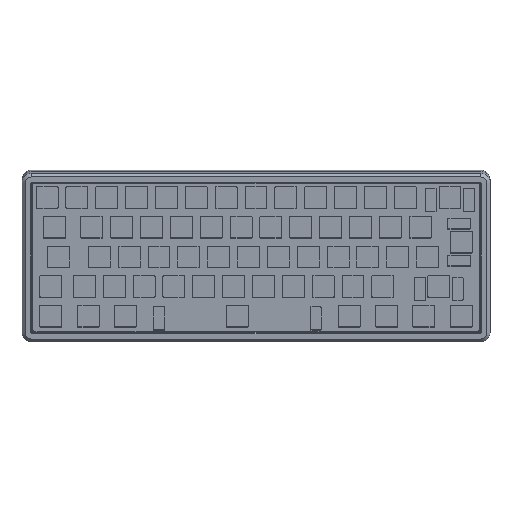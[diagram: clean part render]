
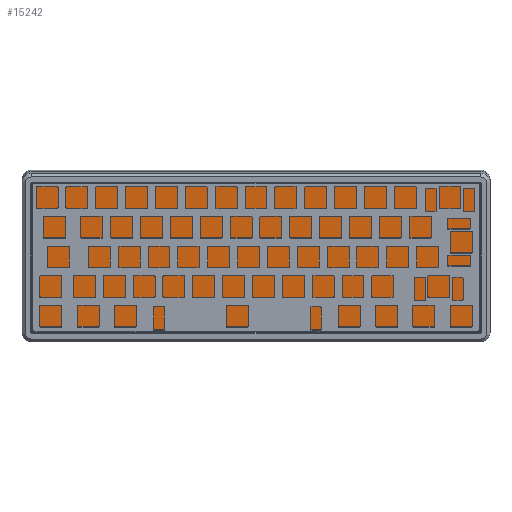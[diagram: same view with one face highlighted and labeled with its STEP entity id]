
A CAD part, top view. The second image highlights one B-rep face of the part: STEP entity #15242.
In plain terms, the highlighted planar face has unit normal (0, -0.122, 0.993).
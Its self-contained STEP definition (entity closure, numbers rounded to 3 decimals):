
#305=PLANE('',#16201);
#1166=FACE_OUTER_BOUND('',#1998,.T.);
#1998=EDGE_LOOP('',(#11136,#11137,#11138,#11139,#11140,#11141,#11142,#11143));
#3043=LINE('',#22884,#4553);
#3047=LINE('',#22894,#4557);
#3048=LINE('',#22898,#4558);
#3049=LINE('',#22902,#4559);
#4553=VECTOR('',#18269,10.);
#4557=VECTOR('',#18277,10.);
#4558=VECTOR('',#18280,10.);
#4559=VECTOR('',#18283,10.);
#5987=CIRCLE('',#16202,1.);
#5988=CIRCLE('',#16203,1.);
#5989=CIRCLE('',#16204,1.);
#5990=CIRCLE('',#16205,1.);
#6858=VERTEX_POINT('',#22882);
#6859=VERTEX_POINT('',#22883);
#6862=VERTEX_POINT('',#22891);
#6863=VERTEX_POINT('',#22893);
#6864=VERTEX_POINT('',#22895);
#6865=VERTEX_POINT('',#22897);
#6866=VERTEX_POINT('',#22899);
#6867=VERTEX_POINT('',#22901);
#8504=EDGE_CURVE('',#6858,#6859,#3043,.T.);
#8508=EDGE_CURVE('',#6858,#6862,#5987,.T.);
#8509=EDGE_CURVE('',#6863,#6862,#3047,.T.);
#8510=EDGE_CURVE('',#6863,#6864,#5988,.T.);
#8511=EDGE_CURVE('',#6865,#6864,#3048,.T.);
#8512=EDGE_CURVE('',#6865,#6866,#5989,.T.);
#8513=EDGE_CURVE('',#6867,#6866,#3049,.T.);
#8514=EDGE_CURVE('',#6867,#6859,#5990,.T.);
#11136=ORIENTED_EDGE('',*,*,#8504,.F.);
#11137=ORIENTED_EDGE('',*,*,#8508,.T.);
#11138=ORIENTED_EDGE('',*,*,#8509,.F.);
#11139=ORIENTED_EDGE('',*,*,#8510,.T.);
#11140=ORIENTED_EDGE('',*,*,#8511,.F.);
#11141=ORIENTED_EDGE('',*,*,#8512,.T.);
#11142=ORIENTED_EDGE('',*,*,#8513,.F.);
#11143=ORIENTED_EDGE('',*,*,#8514,.T.);
#15242=ADVANCED_FACE('',(#1166),#305,.F.);
#16201=AXIS2_PLACEMENT_3D('',#22890,#18273,#18274);
#16202=AXIS2_PLACEMENT_3D('',#22892,#18275,#18276);
#16203=AXIS2_PLACEMENT_3D('',#22896,#18278,#18279);
#16204=AXIS2_PLACEMENT_3D('',#22900,#18281,#18282);
#16205=AXIS2_PLACEMENT_3D('',#22903,#18284,#18285);
#18269=DIRECTION('',(1.,0.,0.));
#18273=DIRECTION('center_axis',(0.,0.122,-0.993));
#18274=DIRECTION('ref_axis',(-1.,0.,0.));
#18275=DIRECTION('center_axis',(0.,-0.122,0.993));
#18276=DIRECTION('ref_axis',(-0.707,0.702,0.086));
#18277=DIRECTION('',(0.,0.993,0.122));
#18278=DIRECTION('center_axis',(0.,-0.122,0.993));
#18279=DIRECTION('ref_axis',(-0.707,-0.702,-0.086));
#18280=DIRECTION('',(-1.,0.,0.));
#18281=DIRECTION('center_axis',(0.,-0.122,0.993));
#18282=DIRECTION('ref_axis',(0.707,-0.702,-0.086));
#18283=DIRECTION('',(0.,-0.993,-0.122));
#18284=DIRECTION('center_axis',(0.,-0.122,0.993));
#18285=DIRECTION('ref_axis',(0.707,0.702,0.086));
#22882=CARTESIAN_POINT('',(0.525,1.194,8.364));
#22883=CARTESIAN_POINT('',(285.225,1.194,8.364));
#22884=CARTESIAN_POINT('',(-0.475,1.194,8.364));
#22890=CARTESIAN_POINT('Origin',(142.875,-46.547,2.502));
#22891=CARTESIAN_POINT('',(-0.475,0.202,8.242));
#22892=CARTESIAN_POINT('Origin',(0.525,0.202,8.242));
#22893=CARTESIAN_POINT('',(-0.475,-93.296,-3.238));
#22894=CARTESIAN_POINT('',(-0.475,-94.289,-3.36));
#22895=CARTESIAN_POINT('',(0.525,-94.289,-3.36));
#22896=CARTESIAN_POINT('Origin',(0.525,-93.296,-3.238));
#22897=CARTESIAN_POINT('',(285.225,-94.289,-3.36));
#22898=CARTESIAN_POINT('',(-0.475,-94.289,-3.36));
#22899=CARTESIAN_POINT('',(286.225,-93.296,-3.238));
#22900=CARTESIAN_POINT('Origin',(285.225,-93.296,-3.238));
#22901=CARTESIAN_POINT('',(286.225,0.202,8.242));
#22902=CARTESIAN_POINT('',(286.225,-94.289,-3.36));
#22903=CARTESIAN_POINT('Origin',(285.225,0.202,8.242));
